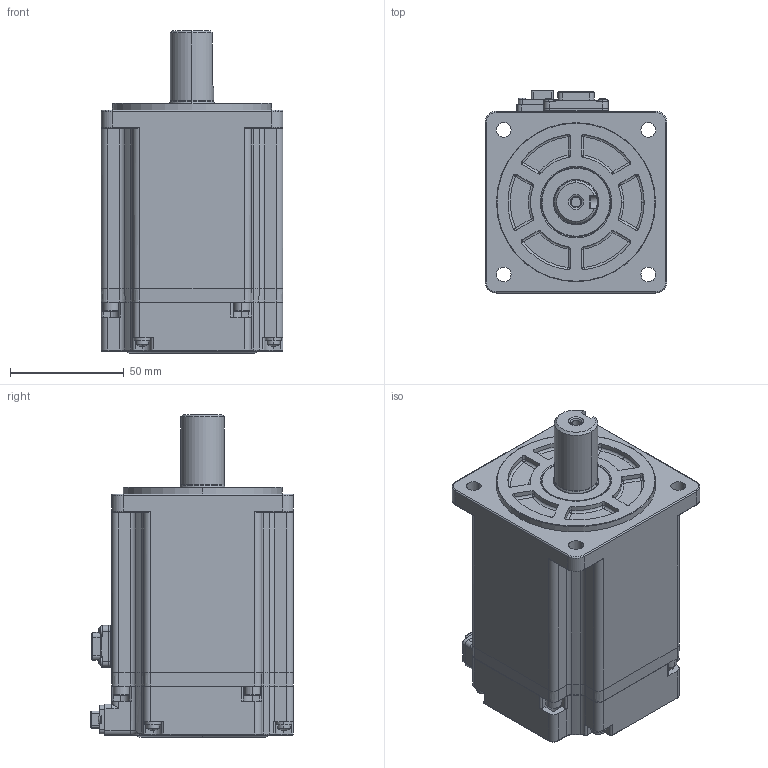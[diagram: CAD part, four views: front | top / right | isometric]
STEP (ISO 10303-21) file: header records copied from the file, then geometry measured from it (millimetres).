
FILE_DESCRIPTION (( 'STEP AP203' ), '1' );
FILE_NAME ('MS6S-80TH30B3-20P7.STEP', '2024-01-16T01:51:08', ( '' ), ( '' ), 'SwSTEP 2.0', 'SolidWorks 2022', '' );
FILE_SCHEMA (( 'CONFIG_CONTROL_DESIGN' ));
Length unit declared in the file: millimetre
Products named in the file (1): MS6S-80TH30B3-20P7
Bounding box: 80 x 89.3 x 142.1 mm (x, y, z)
Surface area: 55668.5 mm2 (no closed solid volume)
Topology: 0 solids, 25 shells, 898 faces, 2839 edges, 1932 vertices
Faces by surface type: plane 388, cylinder 301, torus 100, cone 47, sphere 44, bspline 18
Entity records: 32251 total; most frequent: CARTESIAN_POINT 6872, DIRECTION 5664, ORIENTED_EDGE 4720, EDGE_CURVE 2806, AXIS2_PLACEMENT_3D 2042, VERTEX_POINT 1920, LINE 1580, VECTOR 1580
